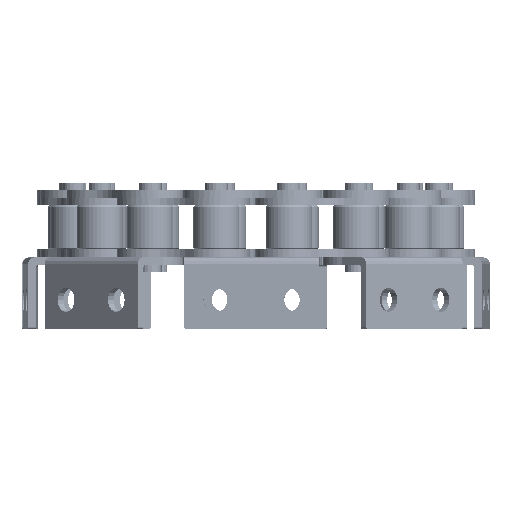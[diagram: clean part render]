
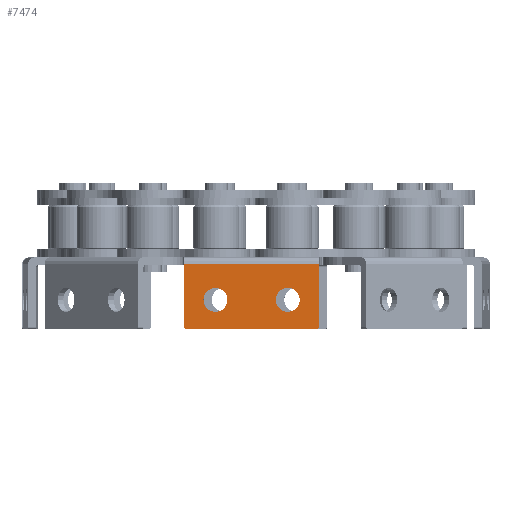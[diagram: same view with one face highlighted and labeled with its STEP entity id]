
A CAD part, left-side view. The second image highlights one B-rep face of the part: STEP entity #7474.
In plain terms, the highlighted face is planar.
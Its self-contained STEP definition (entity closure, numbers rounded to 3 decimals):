
#128 = DIRECTION ( 'NONE',  ( 0., -1., 0. ) ) ;
#165 = VERTEX_POINT ( 'NONE', #5327 ) ;
#260 = CARTESIAN_POINT ( 'NONE',  ( -6.85, -10.31, -28.83 ) ) ;
#354 = DIRECTION ( 'NONE',  ( 1., 0., 0. ) ) ;
#413 = LINE ( 'NONE', #4921, #6497 ) ;
#432 = CARTESIAN_POINT ( 'NONE',  ( -6.85, -10.31, -28.83 ) ) ;
#452 = DIRECTION ( 'NONE',  ( 0., -1., 0. ) ) ;
#468 = ORIENTED_EDGE ( 'NONE', *, *, #6095, .F. ) ;
#503 = CIRCLE ( 'NONE', #4942, 0.5 ) ;
#517 = DIRECTION ( 'NONE',  ( 0., 0., 1. ) ) ;
#569 = VERTEX_POINT ( 'NONE', #4535 ) ;
#648 = CARTESIAN_POINT ( 'NONE',  ( -6.35, -10.31, -28.83 ) ) ;
#666 = EDGE_LOOP ( 'NONE', ( #7727, #2325, #5552, #7309, #4577, #3491 ) ) ;
#698 = CARTESIAN_POINT ( 'NONE',  ( -6.85, -10.31, -14.56 ) ) ;
#909 = CIRCLE ( 'NONE', #6977, 2.65 ) ;
#1045 = DIRECTION ( 'NONE',  ( 0., -1., 0. ) ) ;
#1160 = EDGE_CURVE ( 'NONE', #1267, #165, #2904, .T. ) ;
#1259 = CIRCLE ( 'NONE', #1760, 2.65 ) ;
#1267 = VERTEX_POINT ( 'NONE', #698 ) ;
#1357 = AXIS2_PLACEMENT_3D ( 'NONE', #260, #6550, #2177 ) ;
#1446 = VERTEX_POINT ( 'NONE', #6986 ) ;
#1455 = DIRECTION ( 'NONE',  ( 1., 0., 0. ) ) ;
#1543 = VERTEX_POINT ( 'NONE', #7012 ) ;
#1663 = EDGE_CURVE ( 'NONE', #3299, #1267, #3217, .T. ) ;
#1674 = EDGE_CURVE ( 'NONE', #569, #6049, #1259, .T. ) ;
#1760 = AXIS2_PLACEMENT_3D ( 'NONE', #3202, #1045, #6082 ) ;
#1833 = ORIENTED_EDGE ( 'NONE', *, *, #6936, .F. ) ;
#2112 = PLANE ( 'NONE',  #1357 ) ;
#2177 = DIRECTION ( 'NONE',  ( 1., 0., 0. ) ) ;
#2226 = EDGE_LOOP ( 'NONE', ( #5871, #1833 ) ) ;
#2325 = ORIENTED_EDGE ( 'NONE', *, *, #7346, .T. ) ;
#2396 = VERTEX_POINT ( 'NONE', #648 ) ;
#2430 = DIRECTION ( 'NONE',  ( 0., -1., 0. ) ) ;
#2904 = LINE ( 'NONE', #4387, #3509 ) ;
#2936 = EDGE_CURVE ( 'NONE', #1446, #7841, #4284, .T. ) ;
#3035 = CIRCLE ( 'NONE', #6081, 2.65 ) ;
#3202 = CARTESIAN_POINT ( 'NONE',  ( 15.88, -10.31, -22.43 ) ) ;
#3217 = LINE ( 'NONE', #6964, #6570 ) ;
#3299 = VERTEX_POINT ( 'NONE', #5480 ) ;
#3364 = CIRCLE ( 'NONE', #3409, 0.5 ) ;
#3409 = AXIS2_PLACEMENT_3D ( 'NONE', #6998, #128, #6901 ) ;
#3491 = ORIENTED_EDGE ( 'NONE', *, *, #3836, .T. ) ;
#3509 = VECTOR ( 'NONE', #3863, 1000. ) ;
#3527 = LINE ( 'NONE', #432, #6388 ) ;
#3533 = FACE_BOUND ( 'NONE', #7040, .T. ) ;
#3751 = DIRECTION ( 'NONE',  ( 1., 0., 0. ) ) ;
#3836 = EDGE_CURVE ( 'NONE', #165, #2396, #3364, .T. ) ;
#3863 = DIRECTION ( 'NONE',  ( 0., 0., -1. ) ) ;
#3926 = DIRECTION ( 'NONE',  ( 0., -1., 0. ) ) ;
#4189 = EDGE_CURVE ( 'NONE', #7513, #3299, #413, .T. ) ;
#4228 = CARTESIAN_POINT ( 'NONE',  ( 2.65, -10.31, -22.43 ) ) ;
#4284 = CIRCLE ( 'NONE', #4407, 2.65 ) ;
#4313 = EDGE_CURVE ( 'NONE', #2396, #1543, #3527, .T. ) ;
#4387 = CARTESIAN_POINT ( 'NONE',  ( -6.85, -10.31, -14.76 ) ) ;
#4407 = AXIS2_PLACEMENT_3D ( 'NONE', #6488, #3926, #1455 ) ;
#4535 = CARTESIAN_POINT ( 'NONE',  ( 18.53, -10.31, -22.43 ) ) ;
#4577 = ORIENTED_EDGE ( 'NONE', *, *, #1160, .T. ) ;
#4744 = DIRECTION ( 'NONE',  ( 0., -1., 0. ) ) ;
#4921 = CARTESIAN_POINT ( 'NONE',  ( 22.73, -10.31, -14.76 ) ) ;
#4942 = AXIS2_PLACEMENT_3D ( 'NONE', #5382, #452, #7303 ) ;
#5037 = CARTESIAN_POINT ( 'NONE',  ( 13.23, -10.31, -22.43 ) ) ;
#5327 = CARTESIAN_POINT ( 'NONE',  ( -6.85, -10.31, -28.33 ) ) ;
#5382 = CARTESIAN_POINT ( 'NONE',  ( 22.23, -10.31, -28.33 ) ) ;
#5480 = CARTESIAN_POINT ( 'NONE',  ( 22.73, -10.31, -14.56 ) ) ;
#5552 = ORIENTED_EDGE ( 'NONE', *, *, #4189, .T. ) ;
#5871 = ORIENTED_EDGE ( 'NONE', *, *, #1674, .F. ) ;
#6004 = CARTESIAN_POINT ( 'NONE',  ( 15.88, -10.31, -22.43 ) ) ;
#6049 = VERTEX_POINT ( 'NONE', #5037 ) ;
#6081 = AXIS2_PLACEMENT_3D ( 'NONE', #6004, #4744, #354 ) ;
#6082 = DIRECTION ( 'NONE',  ( 1., 0., 0. ) ) ;
#6095 = EDGE_CURVE ( 'NONE', #7841, #1446, #909, .T. ) ;
#6244 = CARTESIAN_POINT ( 'NONE',  ( 0., -10.31, -22.43 ) ) ;
#6388 = VECTOR ( 'NONE', #7352, 1000. ) ;
#6486 = FACE_BOUND ( 'NONE', #2226, .T. ) ;
#6488 = CARTESIAN_POINT ( 'NONE',  ( 0., -10.31, -22.43 ) ) ;
#6497 = VECTOR ( 'NONE', #517, 1000. ) ;
#6550 = DIRECTION ( 'NONE',  ( 0., -1., 0. ) ) ;
#6570 = VECTOR ( 'NONE', #7154, 1000. ) ;
#6682 = FACE_OUTER_BOUND ( 'NONE', #666, .T. ) ;
#6901 = DIRECTION ( 'NONE',  ( 1., 0., 0. ) ) ;
#6936 = EDGE_CURVE ( 'NONE', #6049, #569, #3035, .T. ) ;
#6964 = CARTESIAN_POINT ( 'NONE',  ( -6.85, -10.31, -14.56 ) ) ;
#6977 = AXIS2_PLACEMENT_3D ( 'NONE', #6244, #2430, #3751 ) ;
#6986 = CARTESIAN_POINT ( 'NONE',  ( -2.65, -10.31, -22.43 ) ) ;
#6998 = CARTESIAN_POINT ( 'NONE',  ( -6.35, -10.31, -28.33 ) ) ;
#7012 = CARTESIAN_POINT ( 'NONE',  ( 22.23, -10.31, -28.83 ) ) ;
#7040 = EDGE_LOOP ( 'NONE', ( #468, #7334 ) ) ;
#7154 = DIRECTION ( 'NONE',  ( -1., 0., 0. ) ) ;
#7303 = DIRECTION ( 'NONE',  ( 1., 0., 0. ) ) ;
#7309 = ORIENTED_EDGE ( 'NONE', *, *, #1663, .T. ) ;
#7334 = ORIENTED_EDGE ( 'NONE', *, *, #2936, .F. ) ;
#7346 = EDGE_CURVE ( 'NONE', #1543, #7513, #503, .T. ) ;
#7352 = DIRECTION ( 'NONE',  ( 1., 0., 0. ) ) ;
#7474 = ADVANCED_FACE ( 'NONE', ( #3533, #6486, #6682 ), #2112, .T. ) ;
#7513 = VERTEX_POINT ( 'NONE', #7837 ) ;
#7727 = ORIENTED_EDGE ( 'NONE', *, *, #4313, .T. ) ;
#7837 = CARTESIAN_POINT ( 'NONE',  ( 22.73, -10.31, -28.33 ) ) ;
#7841 = VERTEX_POINT ( 'NONE', #4228 ) ;
